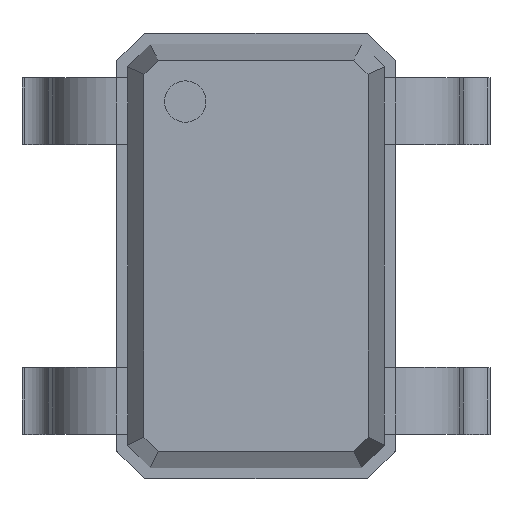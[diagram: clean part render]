
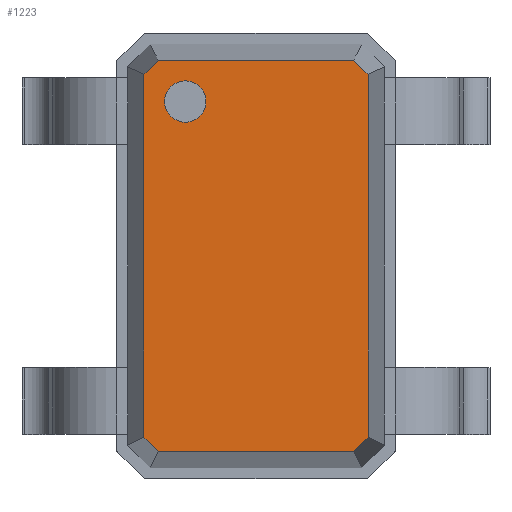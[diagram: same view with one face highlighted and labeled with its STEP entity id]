
A CAD part, top view. The second image highlights one B-rep face of the part: STEP entity #1223.
In plain terms, the highlighted planar face has unit normal (0, 0, 1).
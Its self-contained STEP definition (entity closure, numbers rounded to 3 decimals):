
#13=DIRECTION('',(0.,0.,1.));
#14=DIRECTION('',(1.,0.,-0.));
#27=VECTOR('',#28,1.);
#28=DIRECTION('',(0.707,0.707,0.));
#51=VECTOR('',#52,1.);
#52=DIRECTION('',(1.,0.,0.));
#58=VECTOR('',#59,1.);
#59=DIRECTION('',(0.707,-0.707,0.));
#65=VECTOR('',#66,1.);
#66=DIRECTION('',(0.,-1.,0.));
#72=VECTOR('',#73,1.);
#73=DIRECTION('',(-0.707,-0.707,0.));
#79=VECTOR('',#80,1.);
#80=DIRECTION('',(-1.,0.,0.));
#86=VECTOR('',#87,1.);
#87=DIRECTION('',(-0.707,0.707,0.));
#91=VECTOR('',#92,1.);
#92=DIRECTION('',(0.,1.,0.));
#95=DIRECTION('',(-0.,0.,1.));
#604=VERTEX_POINT('',#605);
#605=CARTESIAN_POINT('',(-0.503,0.814,1.1));
#607=ORIENTED_EDGE('',*,*,#608,.F.);
#608=EDGE_CURVE('',#609,#604,#611,.T.);
#609=VERTEX_POINT('',#610);
#610=CARTESIAN_POINT('',(-0.503,-0.814,1.1));
#611=LINE('',#610,#91);
#622=VERTEX_POINT('',#623);
#623=CARTESIAN_POINT('',(-0.439,0.878,1.1));
#625=ORIENTED_EDGE('',*,*,#626,.F.);
#626=EDGE_CURVE('',#604,#622,#627,.T.);
#627=LINE('',#605,#27);
#636=VERTEX_POINT('',#637);
#637=CARTESIAN_POINT('',(0.439,0.878,1.1));
#639=ORIENTED_EDGE('',*,*,#640,.F.);
#640=EDGE_CURVE('',#622,#636,#641,.T.);
#641=LINE('',#623,#51);
#650=VERTEX_POINT('',#651);
#651=CARTESIAN_POINT('',(0.503,0.814,1.1));
#653=ORIENTED_EDGE('',*,*,#654,.F.);
#654=EDGE_CURVE('',#636,#650,#655,.T.);
#655=LINE('',#637,#58);
#680=VERTEX_POINT('',#681);
#681=CARTESIAN_POINT('',(0.503,-0.814,1.1));
#683=ORIENTED_EDGE('',*,*,#684,.F.);
#684=EDGE_CURVE('',#650,#680,#685,.T.);
#685=LINE('',#651,#65);
#1223=ADVANCED_FACE('',(#1224,#1239),#1248,.T.);
#1224=FACE_BOUND('',#1225,.T.);
#1225=EDGE_LOOP('',(#625,#607,#1226,#1231,#1236,#683,#653,#639));
#1226=ORIENTED_EDGE('',*,*,#1227,.F.);
#1227=EDGE_CURVE('',#1228,#609,#1230,.T.);
#1228=VERTEX_POINT('',#1229);
#1229=CARTESIAN_POINT('',(-0.439,-0.878,1.1));
#1230=LINE('',#1229,#86);
#1231=ORIENTED_EDGE('',*,*,#1232,.F.);
#1232=EDGE_CURVE('',#1233,#1228,#1235,.T.);
#1233=VERTEX_POINT('',#1234);
#1234=CARTESIAN_POINT('',(0.439,-0.878,1.1));
#1235=LINE('',#1234,#79);
#1236=ORIENTED_EDGE('',*,*,#1237,.F.);
#1237=EDGE_CURVE('',#680,#1233,#1238,.T.);
#1238=LINE('',#681,#72);
#1239=FACE_BOUND('',#1240,.T.);
#1240=EDGE_LOOP('',(#1241));
#1241=ORIENTED_EDGE('',*,*,#1242,.F.);
#1242=EDGE_CURVE('',#1243,#1243,#1245,.T.);
#1243=VERTEX_POINT('',#1244);
#1244=CARTESIAN_POINT('',(-0.224,0.692,1.1));
#1245=CIRCLE('',#1246,0.093);
#1246=AXIS2_PLACEMENT_3D('',#1247,#13,#14);
#1247=CARTESIAN_POINT('',(-0.317,0.692,1.1));
#1248=PLANE('',#1249);
#1249=AXIS2_PLACEMENT_3D('',#605,#95,#1250);
#1250=DIRECTION('',(0.486,-0.874,0.));
